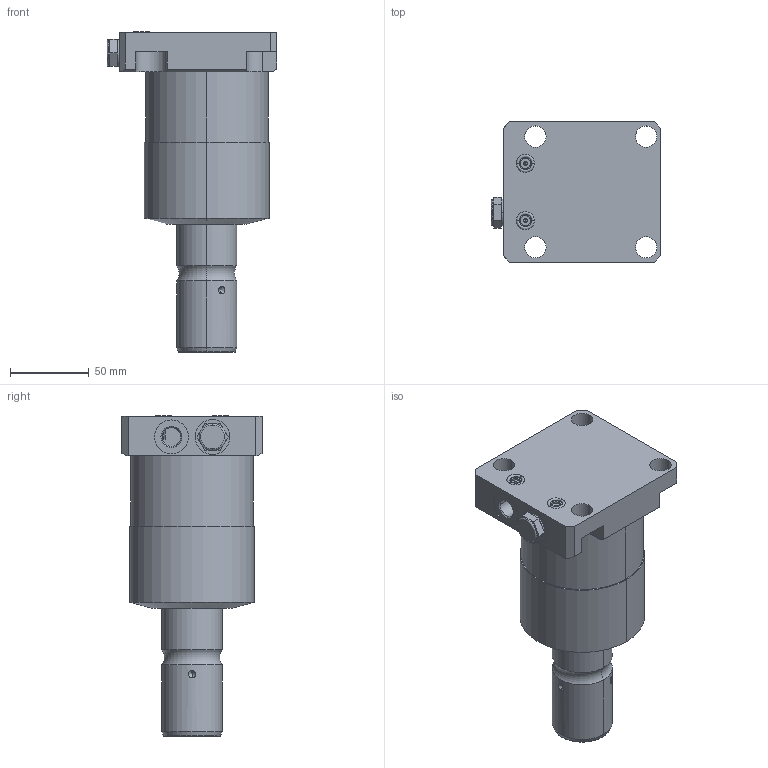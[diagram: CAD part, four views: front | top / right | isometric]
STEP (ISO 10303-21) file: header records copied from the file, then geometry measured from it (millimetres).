
FILE_DESCRIPTION((''),'2;1');
FILE_NAME('ILCM41423311','2018-10-03T',('ngp'),(''),'PRO/ENGINEER BY PARAMETRIC TECHNOLOGY CORPORATION, 2013320','PRO/ENGINEER BY PARAMETRIC TECHNOLOGY CORPORATION, 2013320','');
FILE_SCHEMA(('AUTOMOTIVE_DESIGN { 1 0 10303 214 1 1 1 1 }'));
Length unit declared in the file: millimetre
Products named in the file (1): ILCM41423311
Bounding box: 107.62 x 88.9 x 203 mm (x, y, z)
Volume: 744721.9 mm3; surface area: 63999.6 mm2
Topology: 1 solids, 1 shells, 150 faces, 359 edges, 219 vertices
Faces by surface type: plane 70, cylinder 52, cone 14, torus 14
Entity records: 4539 total; most frequent: CARTESIAN_POINT 854, DIRECTION 781, ORIENTED_EDGE 706, EDGE_CURVE 353, AXIS2_PLACEMENT_3D 292, VERTEX_POINT 219, VECTOR 197, LINE 197
